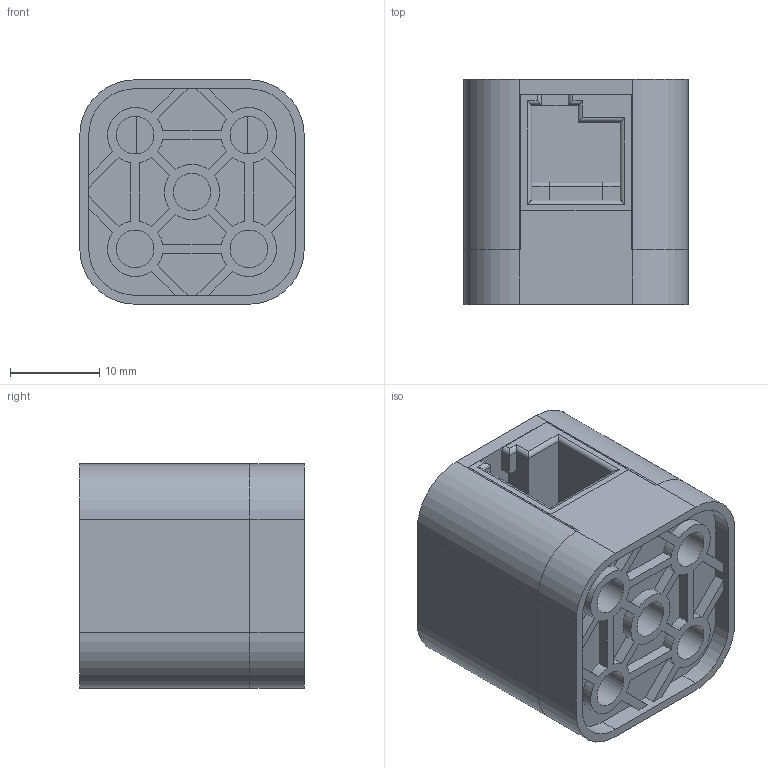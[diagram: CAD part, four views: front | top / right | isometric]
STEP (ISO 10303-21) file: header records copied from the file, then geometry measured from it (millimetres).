
FILE_DESCRIPTION((''),'2;1');
FILE_NAME('228-3012.STEP','2013-06-19T09:49:44',('art_dutra'),(''),'Autodesk Inventor 2013','Autodesk Inventor 2013','');
FILE_SCHEMA(('AUTOMOTIVE_DESIGN { 1 0 10303 214 1 1 1 1 }'));
Length unit declared in the file: millimetre
Products named in the file (6): Color Sensor; 228-2540-901; Middle Color Sensor; Top Color Sensor; Bottom; lens cover up
Assembly tree (5 placements, depth 2):
  Color Sensor
    228-2540-901
    Middle Color Sensor
    Top Color Sensor
    Bottom
    lens cover up
Bounding box: 25.1 x 25.15 x 25.1 mm (x, y, z)
Volume: 11947.3 mm3; surface area: 8744.5 mm2
Topology: 5 solids, 5 shells, 211 faces, 563 edges, 367 vertices
Faces by surface type: plane 131, cylinder 75, cone 5
Full cylindrical faces by diameter (mm): 4.2 x5, 4.8 x1, 5.2 x2, 6 x3
Entity records: 6689 total; most frequent: DIRECTION 1140, CARTESIAN_POINT 1138, ORIENTED_EDGE 1098, EDGE_CURVE 549, VECTOR 402, LINE 402, AXIS2_PLACEMENT_3D 369, VERTEX_POINT 367
